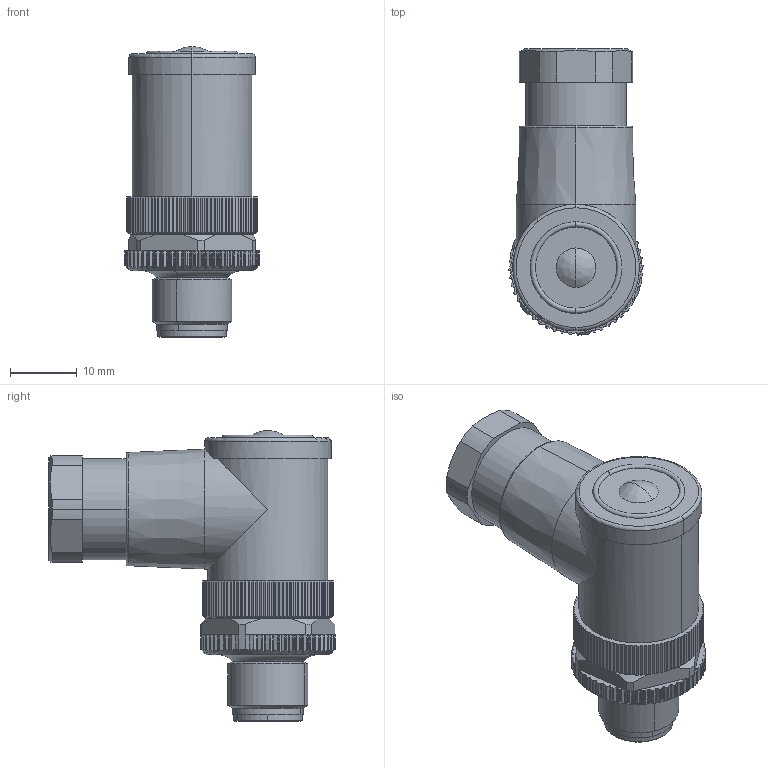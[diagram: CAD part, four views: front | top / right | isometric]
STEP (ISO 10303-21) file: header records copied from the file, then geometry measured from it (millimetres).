
FILE_DESCRIPTION(('CATIA V5 STEP Exchange','CAx-IF Rec.Pracs.--- Model Styling and Organization---1.4--- 2014-01-23'),'2;1');
FILE_NAME ('003603-4_0', '2020-11-04T14:05:20+00:00', ('none'), ('Weidmueller'), 'CATIA Version 5-6 Release 2016 SP3 HF44', 'CATIA V5 STEP AP214', 'none');
FILE_SCHEMA(('AUTOMOTIVE_DESIGN { 1 0 10303 214 1 1 1 1 }'));
Length unit declared in the file: millimetre
Products named in the file (1): 1021290000
Bounding box: 20.19 x 42.99 x 43.7 mm (x, y, z)
Volume: 14993.3 mm3; surface area: 6309.4 mm2
Topology: 6 solids, 6 shells, 745 faces, 2136 edges, 1400 vertices
Faces by surface type: plane 369, cylinder 322, cone 28, sphere 16, torus 8, bspline 2
Entity records: 24795 total; most frequent: CARTESIAN_POINT 6530, ORIENTED_EDGE 4236, DIRECTION 3038, EDGE_CURVE 2118, VERTEX_POINT 1400, AXIS2_PLACEMENT_3D 1271, VECTOR 1036, LINE 1036
